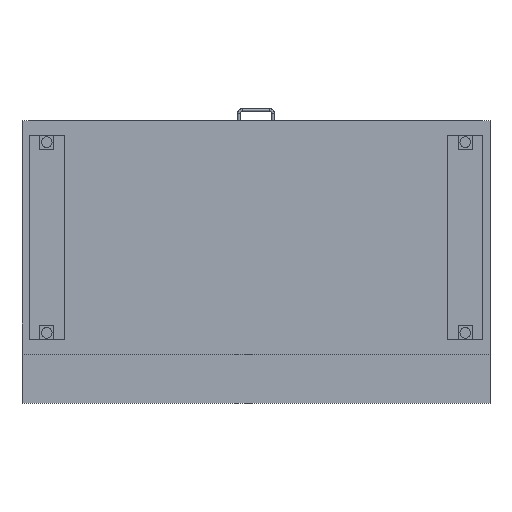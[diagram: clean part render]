
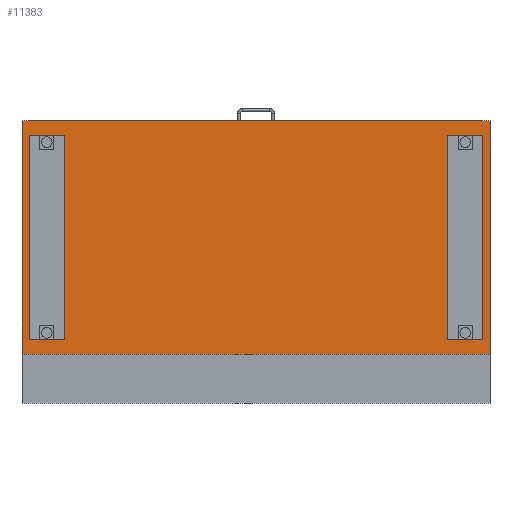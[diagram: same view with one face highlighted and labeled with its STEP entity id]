
A CAD part, front view. The second image highlights one B-rep face of the part: STEP entity #11383.
In plain terms, the highlighted planar face has unit normal (0, -1, 0).
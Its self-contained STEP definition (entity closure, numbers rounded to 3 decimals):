
#469=FACE_OUTER_BOUND('',#1160,.T.);
#1160=EDGE_LOOP('',(#7624,#7625,#7626,#7627));
#1906=LINE('',#16380,#3357);
#1914=LINE('',#16395,#3365);
#1915=LINE('',#16397,#3366);
#1916=LINE('',#16398,#3367);
#3357=VECTOR('',#13147,10.);
#3365=VECTOR('',#13159,10.);
#3366=VECTOR('',#13162,10.);
#3367=VECTOR('',#13163,10.);
#4781=VERTEX_POINT('',#16376);
#4783=VERTEX_POINT('',#16379);
#4787=VERTEX_POINT('',#16391);
#4788=VERTEX_POINT('',#16393);
#5904=EDGE_CURVE('',#4781,#4783,#1906,.T.);
#5912=EDGE_CURVE('',#4787,#4788,#1914,.T.);
#5913=EDGE_CURVE('',#4787,#4781,#1915,.T.);
#5914=EDGE_CURVE('',#4783,#4788,#1916,.T.);
#7624=ORIENTED_EDGE('',*,*,#5913,.F.);
#7625=ORIENTED_EDGE('',*,*,#5912,.T.);
#7626=ORIENTED_EDGE('',*,*,#5914,.F.);
#7627=ORIENTED_EDGE('',*,*,#5904,.F.);
#10776=PLANE('',#12165);
#11383=ADVANCED_FACE('',(#469),#10776,.T.);
#12165=AXIS2_PLACEMENT_3D('',#16396,#13160,#13161);
#13147=DIRECTION('',(0.,0.,-1.));
#13159=DIRECTION('',(0.,0.,-1.));
#13160=DIRECTION('center_axis',(0.,-1.,0.));
#13161=DIRECTION('ref_axis',(-1.,0.,0.));
#13162=DIRECTION('',(1.,0.,0.));
#13163=DIRECTION('',(-1.,0.,0.));
#16376=CARTESIAN_POINT('',(662.5,0.,0.));
#16379=CARTESIAN_POINT('',(662.5,0.,-660.));
#16380=CARTESIAN_POINT('',(662.5,0.,0.));
#16391=CARTESIAN_POINT('',(-662.5,0.,0.));
#16393=CARTESIAN_POINT('',(-662.5,0.,-660.));
#16395=CARTESIAN_POINT('',(-662.5,0.,0.));
#16396=CARTESIAN_POINT('Origin',(662.5,0.,0.));
#16397=CARTESIAN_POINT('',(-662.5,0.,0.));
#16398=CARTESIAN_POINT('',(-662.5,0.,-660.));
